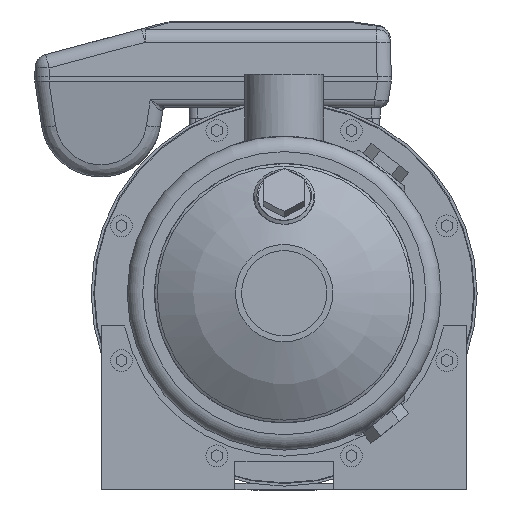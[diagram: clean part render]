
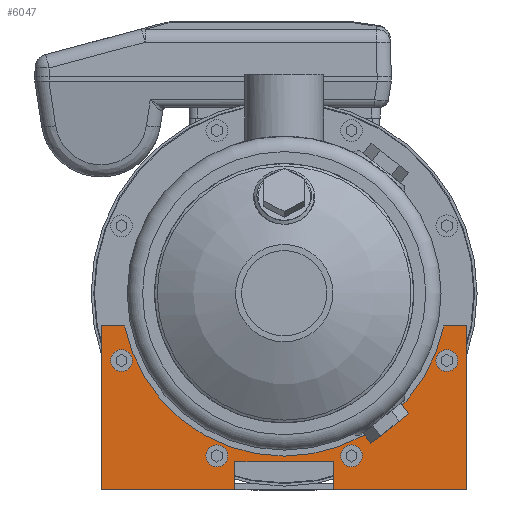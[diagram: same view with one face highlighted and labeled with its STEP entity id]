
A CAD part, left-side view. The second image highlights one B-rep face of the part: STEP entity #6047.
In plain terms, the highlighted face is planar.
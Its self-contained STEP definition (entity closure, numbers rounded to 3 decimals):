
#524=LINE('',#16175,#996);
#526=LINE('',#16179,#998);
#533=LINE('',#16193,#1005);
#535=LINE('',#16198,#1007);
#545=LINE('',#16218,#1017);
#549=LINE('',#16226,#1021);
#551=LINE('',#16239,#1023);
#552=LINE('',#16242,#1024);
#553=LINE('',#16244,#1025);
#996=VECTOR('',#10475,1000.);
#998=VECTOR('',#10479,1000.);
#1005=VECTOR('',#10488,1000.);
#1007=VECTOR('',#10492,1000.);
#1017=VECTOR('',#10508,1000.);
#1021=VECTOR('',#10512,1000.);
#1023=VECTOR('',#10526,1000.);
#1024=VECTOR('',#10529,1000.);
#1025=VECTOR('',#10530,1000.);
#2641=ORIENTED_EDGE('',*,*,#3595,.F.);
#2642=ORIENTED_EDGE('',*,*,#3596,.F.);
#2643=ORIENTED_EDGE('',*,*,#3597,.F.);
#2644=ORIENTED_EDGE('',*,*,#3598,.F.);
#2645=ORIENTED_EDGE('',*,*,#3599,.F.);
#2646=ORIENTED_EDGE('',*,*,#3588,.F.);
#2647=ORIENTED_EDGE('',*,*,#3568,.T.);
#2648=ORIENTED_EDGE('',*,*,#3566,.T.);
#2649=ORIENTED_EDGE('',*,*,#3600,.F.);
#2650=ORIENTED_EDGE('',*,*,#3575,.T.);
#2651=ORIENTED_EDGE('',*,*,#3577,.F.);
#2652=ORIENTED_EDGE('',*,*,#3592,.F.);
#2653=ORIENTED_EDGE('',*,*,#3601,.F.);
#2654=ORIENTED_EDGE('',*,*,#3602,.F.);
#3566=EDGE_CURVE('',#4160,#4159,#524,.T.);
#3568=EDGE_CURVE('',#4161,#4160,#526,.T.);
#3575=EDGE_CURVE('',#4164,#4166,#533,.T.);
#3577=EDGE_CURVE('',#4168,#4166,#535,.T.);
#3588=EDGE_CURVE('',#4161,#4176,#545,.T.);
#3592=EDGE_CURVE('',#4179,#4168,#549,.T.);
#3595=EDGE_CURVE('',#4181,#4181,#4478,.T.);
#3596=EDGE_CURVE('',#4182,#4182,#4479,.T.);
#3597=EDGE_CURVE('',#4183,#4183,#4480,.T.);
#3598=EDGE_CURVE('',#4184,#4184,#4481,.T.);
#3599=EDGE_CURVE('',#4176,#4185,#551,.T.);
#3600=EDGE_CURVE('',#4164,#4159,#4482,.T.);
#3601=EDGE_CURVE('',#4186,#4179,#552,.T.);
#3602=EDGE_CURVE('',#4185,#4186,#553,.T.);
#4159=VERTEX_POINT('',#16174);
#4160=VERTEX_POINT('',#16176);
#4161=VERTEX_POINT('',#16180);
#4164=VERTEX_POINT('',#16188);
#4166=VERTEX_POINT('',#16192);
#4168=VERTEX_POINT('',#16197);
#4176=VERTEX_POINT('',#16219);
#4179=VERTEX_POINT('',#16225);
#4181=VERTEX_POINT('',#16232);
#4182=VERTEX_POINT('',#16234);
#4183=VERTEX_POINT('',#16236);
#4184=VERTEX_POINT('',#16238);
#4185=VERTEX_POINT('',#16240);
#4186=VERTEX_POINT('',#16243);
#4478=CIRCLE('',#8899,5.);
#4479=CIRCLE('',#8900,5.);
#4480=CIRCLE('',#8901,5.);
#4481=CIRCLE('',#8902,5.);
#4482=CIRCLE('',#8903,74.5);
#4926=EDGE_LOOP('',(#2641));
#4927=EDGE_LOOP('',(#2642));
#4928=EDGE_LOOP('',(#2643));
#4929=EDGE_LOOP('',(#2644));
#4930=EDGE_LOOP('',(#2645,#2646,#2647,#2648,#2649,#2650,#2651,#2652,#2653,
#2654));
#5432=FACE_BOUND('',#4926,.T.);
#5433=FACE_BOUND('',#4927,.T.);
#5434=FACE_BOUND('',#4928,.T.);
#5435=FACE_BOUND('',#4929,.T.);
#5436=FACE_BOUND('',#4930,.T.);
#5671=PLANE('',#8898);
#6047=ADVANCED_FACE('',(#5432,#5433,#5434,#5435,#5436),#5671,.T.);
#8898=AXIS2_PLACEMENT_3D('',#16230,#10516,#10517);
#8899=AXIS2_PLACEMENT_3D('',#16231,#10518,#10519);
#8900=AXIS2_PLACEMENT_3D('',#16233,#10520,#10521);
#8901=AXIS2_PLACEMENT_3D('',#16235,#10522,#10523);
#8902=AXIS2_PLACEMENT_3D('',#16237,#10524,#10525);
#8903=AXIS2_PLACEMENT_3D('',#16241,#10527,#10528);
#10475=DIRECTION('',(0.,-1.,0.));
#10479=DIRECTION('',(0.,0.,1.));
#10488=DIRECTION('',(0.,-1.,0.));
#10492=DIRECTION('',(0.,0.,1.));
#10508=DIRECTION('',(0.,-1.,0.));
#10512=DIRECTION('',(0.,-1.,0.));
#10516=DIRECTION('',(1.,0.,0.));
#10517=DIRECTION('',(0.,0.,-1.));
#10518=DIRECTION('',(1.,0.,0.));
#10519=DIRECTION('',(0.,0.,-1.));
#10520=DIRECTION('',(1.,0.,0.));
#10521=DIRECTION('',(0.,0.,-1.));
#10522=DIRECTION('',(1.,0.,0.));
#10523=DIRECTION('',(0.,0.,-1.));
#10524=DIRECTION('',(1.,0.,0.));
#10525=DIRECTION('',(0.,0.,-1.));
#10526=DIRECTION('',(0.,0.,1.));
#10527=DIRECTION('',(1.,0.,0.));
#10528=DIRECTION('',(0.,0.,-1.));
#10529=DIRECTION('',(0.,0.,-1.));
#10530=DIRECTION('',(0.,-1.,0.));
#16174=CARTESIAN_POINT('',(55.,72.974,75.));
#16175=CARTESIAN_POINT('',(55.,83.5,75.));
#16176=CARTESIAN_POINT('',(55.,83.5,75.));
#16179=CARTESIAN_POINT('',(55.,83.5,0.));
#16180=CARTESIAN_POINT('',(55.,83.5,0.));
#16188=CARTESIAN_POINT('',(55.,-72.974,75.));
#16192=CARTESIAN_POINT('',(55.,-83.5,75.));
#16193=CARTESIAN_POINT('',(55.,83.5,75.));
#16197=CARTESIAN_POINT('',(55.,-83.5,0.));
#16198=CARTESIAN_POINT('',(55.,-83.5,0.));
#16218=CARTESIAN_POINT('',(55.,83.5,0.));
#16219=CARTESIAN_POINT('',(55.,22.5,0.));
#16225=CARTESIAN_POINT('',(55.,-22.5,0.));
#16226=CARTESIAN_POINT('',(55.,83.5,0.));
#16230=CARTESIAN_POINT('',(55.,83.5,0.));
#16231=CARTESIAN_POINT('',(55.,74.372,59.194));
#16232=CARTESIAN_POINT('',(55.,74.372,54.194));
#16233=CARTESIAN_POINT('',(55.,30.806,15.628));
#16234=CARTESIAN_POINT('',(55.,30.806,10.628));
#16235=CARTESIAN_POINT('',(55.,-30.806,15.628));
#16236=CARTESIAN_POINT('',(55.,-30.806,10.628));
#16237=CARTESIAN_POINT('',(55.,-74.372,59.194));
#16238=CARTESIAN_POINT('',(55.,-74.372,54.194));
#16239=CARTESIAN_POINT('',(55.,22.5,0.));
#16240=CARTESIAN_POINT('',(55.,22.5,13.));
#16241=CARTESIAN_POINT('',(55.,0.,90.));
#16242=CARTESIAN_POINT('',(55.,-22.5,0.));
#16243=CARTESIAN_POINT('',(55.,-22.5,13.));
#16244=CARTESIAN_POINT('',(55.,83.5,13.));
